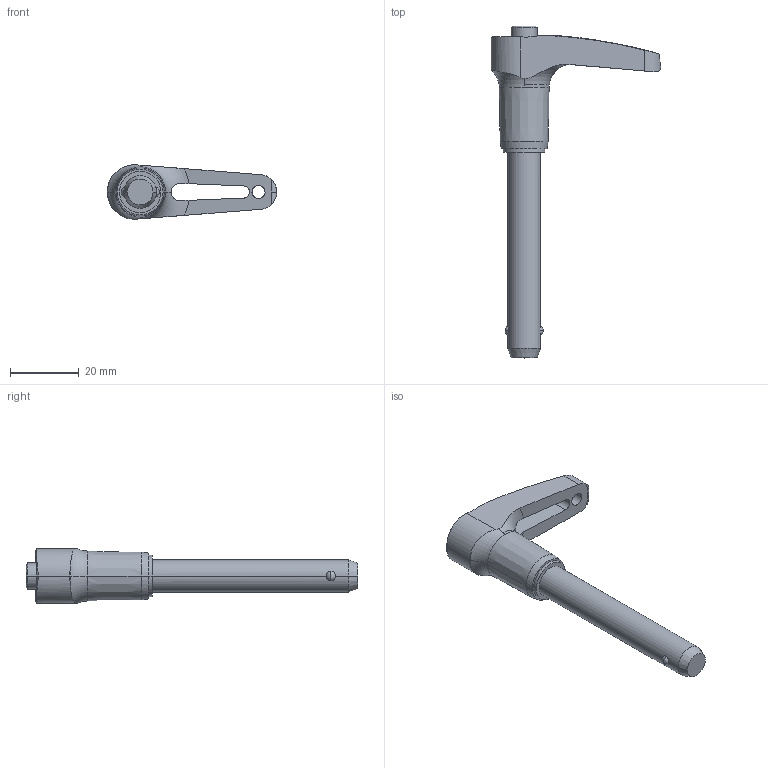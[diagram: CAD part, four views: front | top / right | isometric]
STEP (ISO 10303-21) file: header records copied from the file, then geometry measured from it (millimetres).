
FILE_DESCRIPTION(('STEP AP214'),'1');
FILE_NAME('halderl_eh_4212_d20.stp','2018-04-19T14:06:54',('TraceParts'),('TraceParts S.A.'),'Spatial InterOp 3D',' ',' ');
FILE_SCHEMA(('automotive_design'));
Length unit declared in the file: millimetre
Products named in the file (1): halderl_eh_4212_d20
Bounding box: 49.46 x 96.9 x 15.87 mm (x, y, z)
Volume: 12575.6 mm3; surface area: 5449.3 mm2
Topology: 1 solids, 1 shells, 66 faces, 171 edges, 107 vertices
Faces by surface type: torus 18, cylinder 18, plane 15, cone 11, sphere 4
Entity records: 3431 total; most frequent: CARTESIAN_POINT 1318, ORIENTED_EDGE 342, DIRECTION 325, EDGE_CURVE 171, AXIS2_PLACEMENT_3D 144, VERTEX_POINT 107, CIRCLE 77, EDGE_LOOP 70
